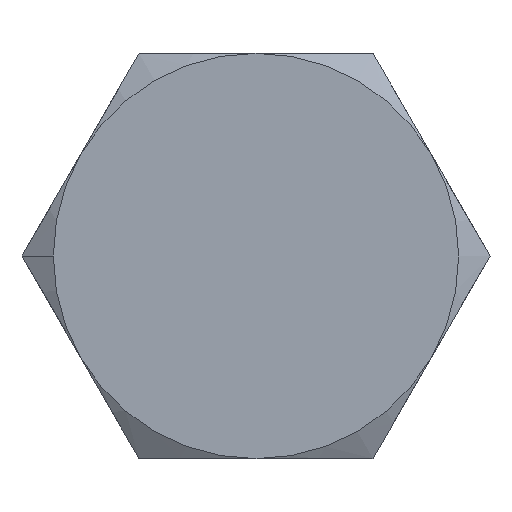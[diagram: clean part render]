
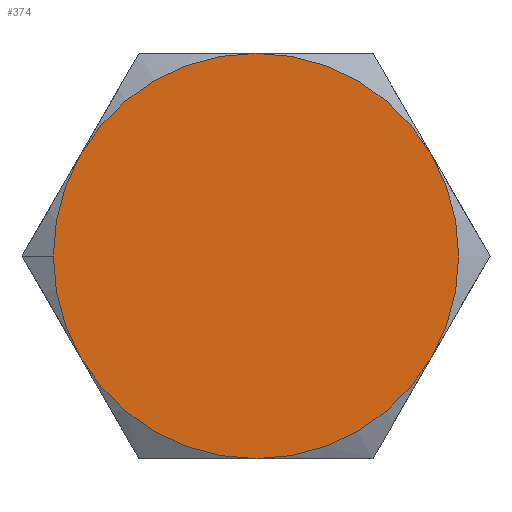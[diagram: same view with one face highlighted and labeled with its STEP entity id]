
A CAD part, left-side view. The second image highlights one B-rep face of the part: STEP entity #374.
In plain terms, the highlighted planar face has unit normal (-1, 0, 0).
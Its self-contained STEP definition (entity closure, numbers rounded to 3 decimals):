
#6 = DIRECTION ( 'NONE',  ( 1., 0., 0. ) ) ;
#14 = FACE_OUTER_BOUND ( 'NONE', #296, .T. ) ;
#18 = DIRECTION ( 'NONE',  ( 0., 1., 0. ) ) ;
#24 = CIRCLE ( 'NONE', #582, 5. ) ;
#49 = VERTEX_POINT ( 'NONE', #285 ) ;
#56 = EDGE_CURVE ( 'NONE', #325, #79, #764, .T. ) ;
#79 = VERTEX_POINT ( 'NONE', #223 ) ;
#90 = EDGE_CURVE ( 'NONE', #79, #496, #371, .T. ) ;
#94 = ORIENTED_EDGE ( 'NONE', *, *, #414, .T. ) ;
#105 = CARTESIAN_POINT ( 'NONE',  ( -4., 0., 0. ) ) ;
#109 = CARTESIAN_POINT ( 'NONE',  ( -4., 4.33, -2.5 ) ) ;
#115 = ORIENTED_EDGE ( 'NONE', *, *, #90, .T. ) ;
#118 = VERTEX_POINT ( 'NONE', #695 ) ;
#121 = DIRECTION ( 'NONE',  ( 0., 1., 0. ) ) ;
#133 = EDGE_CURVE ( 'NONE', #496, #118, #24, .T. ) ;
#142 = EDGE_CURVE ( 'NONE', #746, #286, #468, .T. ) ;
#156 = DIRECTION ( 'NONE',  ( 0., 1., 0. ) ) ;
#164 = ORIENTED_EDGE ( 'NONE', *, *, #142, .T. ) ;
#185 = AXIS2_PLACEMENT_3D ( 'NONE', #105, #346, #156 ) ;
#193 = CARTESIAN_POINT ( 'NONE',  ( -4., 0., 0. ) ) ;
#204 = AXIS2_PLACEMENT_3D ( 'NONE', #349, #597, #605 ) ;
#205 = CARTESIAN_POINT ( 'NONE',  ( -4., 0., -5. ) ) ;
#223 = CARTESIAN_POINT ( 'NONE',  ( -4., -4.33, -2.5 ) ) ;
#224 = AXIS2_PLACEMENT_3D ( 'NONE', #193, #553, #251 ) ;
#243 = DIRECTION ( 'NONE',  ( 0., 1., 0. ) ) ;
#251 = DIRECTION ( 'NONE',  ( 0., 1., 0. ) ) ;
#285 = CARTESIAN_POINT ( 'NONE',  ( -4., 4.33, 2.5 ) ) ;
#286 = VERTEX_POINT ( 'NONE', #109 ) ;
#290 = ORIENTED_EDGE ( 'NONE', *, *, #428, .T. ) ;
#296 = EDGE_LOOP ( 'NONE', ( #737, #94, #164, #290, #598, #115, #370 ) ) ;
#305 = CIRCLE ( 'NONE', #224, 5. ) ;
#324 = CARTESIAN_POINT ( 'NONE',  ( -4., 0., 0. ) ) ;
#325 = VERTEX_POINT ( 'NONE', #205 ) ;
#333 = CARTESIAN_POINT ( 'NONE',  ( -4., 0., 0. ) ) ;
#336 = AXIS2_PLACEMENT_3D ( 'NONE', #324, #744, #18 ) ;
#346 = DIRECTION ( 'NONE',  ( -1., 0., 0. ) ) ;
#349 = CARTESIAN_POINT ( 'NONE',  ( -4., 0., 0. ) ) ;
#370 = ORIENTED_EDGE ( 'NONE', *, *, #133, .T. ) ;
#371 = CIRCLE ( 'NONE', #547, 5. ) ;
#374 = ADVANCED_FACE ( 'NONE', ( #14 ), #447, .F. ) ;
#375 = CARTESIAN_POINT ( 'NONE',  ( -4., 0., 0. ) ) ;
#378 = DIRECTION ( 'NONE',  ( 0., 1., 0. ) ) ;
#399 = DIRECTION ( 'NONE',  ( -1., 0., 0. ) ) ;
#414 = EDGE_CURVE ( 'NONE', #49, #746, #673, .T. ) ;
#428 = EDGE_CURVE ( 'NONE', #286, #325, #305, .T. ) ;
#447 = PLANE ( 'NONE',  #705 ) ;
#454 = DIRECTION ( 'NONE',  ( -1., 0., 0. ) ) ;
#462 = DIRECTION ( 'NONE',  ( 0., 1., 0. ) ) ;
#468 = CIRCLE ( 'NONE', #204, 5. ) ;
#496 = VERTEX_POINT ( 'NONE', #759 ) ;
#547 = AXIS2_PLACEMENT_3D ( 'NONE', #761, #454, #462 ) ;
#553 = DIRECTION ( 'NONE',  ( -1., 0., 0. ) ) ;
#582 = AXIS2_PLACEMENT_3D ( 'NONE', #333, #399, #121 ) ;
#597 = DIRECTION ( 'NONE',  ( -1., 0., 0. ) ) ;
#598 = ORIENTED_EDGE ( 'NONE', *, *, #56, .T. ) ;
#604 = CARTESIAN_POINT ( 'NONE',  ( -4., 5., 0. ) ) ;
#605 = DIRECTION ( 'NONE',  ( 0., 1., 0. ) ) ;
#645 = EDGE_CURVE ( 'NONE', #118, #49, #717, .T. ) ;
#651 = AXIS2_PLACEMENT_3D ( 'NONE', #713, #786, #243 ) ;
#673 = CIRCLE ( 'NONE', #336, 5. ) ;
#695 = CARTESIAN_POINT ( 'NONE',  ( -4., 0., 5. ) ) ;
#705 = AXIS2_PLACEMENT_3D ( 'NONE', #375, #6, #378 ) ;
#713 = CARTESIAN_POINT ( 'NONE',  ( -4., 0., 0. ) ) ;
#717 = CIRCLE ( 'NONE', #651, 5. ) ;
#737 = ORIENTED_EDGE ( 'NONE', *, *, #645, .T. ) ;
#744 = DIRECTION ( 'NONE',  ( -1., 0., 0. ) ) ;
#746 = VERTEX_POINT ( 'NONE', #604 ) ;
#759 = CARTESIAN_POINT ( 'NONE',  ( -4., -4.33, 2.5 ) ) ;
#761 = CARTESIAN_POINT ( 'NONE',  ( -4., 0., 0. ) ) ;
#764 = CIRCLE ( 'NONE', #185, 5. ) ;
#786 = DIRECTION ( 'NONE',  ( -1., 0., 0. ) ) ;
